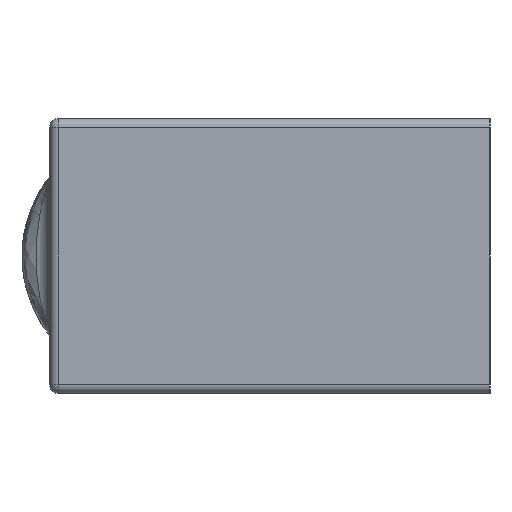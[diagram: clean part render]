
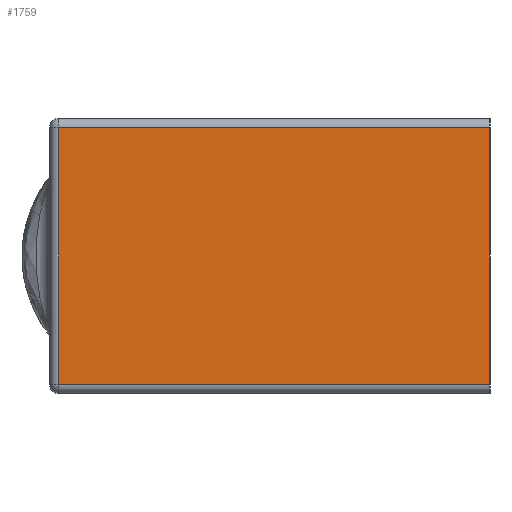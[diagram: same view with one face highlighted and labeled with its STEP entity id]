
A CAD part, left-side view. The second image highlights one B-rep face of the part: STEP entity #1759.
In plain terms, the highlighted planar face has unit normal (-1, 0, 0).
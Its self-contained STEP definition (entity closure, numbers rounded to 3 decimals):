
#11 = VERTEX_POINT ( 'NONE', #404 ) ;
#38 = VERTEX_POINT ( 'NONE', #1855 ) ;
#87 = PLANE ( 'NONE',  #444 ) ;
#93 = CARTESIAN_POINT ( 'NONE',  ( 0., 24., 0. ) ) ;
#404 = CARTESIAN_POINT ( 'NONE',  ( 0., 23.5, -0.5 ) ) ;
#444 = AXIS2_PLACEMENT_3D ( 'NONE', #93, #1672, #803 ) ;
#479 = CARTESIAN_POINT ( 'NONE',  ( 0., 0., -0.5 ) ) ;
#555 = ORIENTED_EDGE ( 'NONE', *, *, #2258, .T. ) ;
#568 = EDGE_CURVE ( 'NONE', #1397, #11, #1388, .T. ) ;
#633 = CARTESIAN_POINT ( 'NONE',  ( 0., 0., -14.5 ) ) ;
#679 = VECTOR ( 'NONE', #1601, 1000. ) ;
#803 = DIRECTION ( 'NONE',  ( 0., 0., -1. ) ) ;
#826 = VECTOR ( 'NONE', #1490, 1000. ) ;
#874 = CARTESIAN_POINT ( 'NONE',  ( 0., 0., 0. ) ) ;
#886 = EDGE_CURVE ( 'NONE', #38, #1373, #1305, .T. ) ;
#920 = CARTESIAN_POINT ( 'NONE',  ( 0., 23.5, 0. ) ) ;
#996 = VECTOR ( 'NONE', #1074, 1000. ) ;
#1074 = DIRECTION ( 'NONE',  ( 0., 0., -1. ) ) ;
#1159 = CARTESIAN_POINT ( 'NONE',  ( 0., 24., -14.5 ) ) ;
#1230 = ORIENTED_EDGE ( 'NONE', *, *, #886, .T. ) ;
#1240 = DIRECTION ( 'NONE',  ( 0., 1., 0. ) ) ;
#1305 = LINE ( 'NONE', #1159, #826 ) ;
#1373 = VERTEX_POINT ( 'NONE', #633 ) ;
#1380 = LINE ( 'NONE', #874, #679 ) ;
#1388 = LINE ( 'NONE', #2123, #1605 ) ;
#1397 = VERTEX_POINT ( 'NONE', #479 ) ;
#1490 = DIRECTION ( 'NONE',  ( 0., -1., 0. ) ) ;
#1528 = ORIENTED_EDGE ( 'NONE', *, *, #568, .T. ) ;
#1601 = DIRECTION ( 'NONE',  ( 0., 0., 1. ) ) ;
#1605 = VECTOR ( 'NONE', #1240, 1000. ) ;
#1656 = EDGE_CURVE ( 'NONE', #11, #38, #1943, .T. ) ;
#1672 = DIRECTION ( 'NONE',  ( 1., 0., 0. ) ) ;
#1728 = EDGE_LOOP ( 'NONE', ( #2035, #1230, #555, #1528 ) ) ;
#1759 = ADVANCED_FACE ( 'NONE', ( #2218 ), #87, .F. ) ;
#1855 = CARTESIAN_POINT ( 'NONE',  ( 0., 23.5, -14.5 ) ) ;
#1943 = LINE ( 'NONE', #920, #996 ) ;
#2035 = ORIENTED_EDGE ( 'NONE', *, *, #1656, .T. ) ;
#2123 = CARTESIAN_POINT ( 'NONE',  ( 0., 24., -0.5 ) ) ;
#2218 = FACE_OUTER_BOUND ( 'NONE', #1728, .T. ) ;
#2258 = EDGE_CURVE ( 'NONE', #1373, #1397, #1380, .T. ) ;
